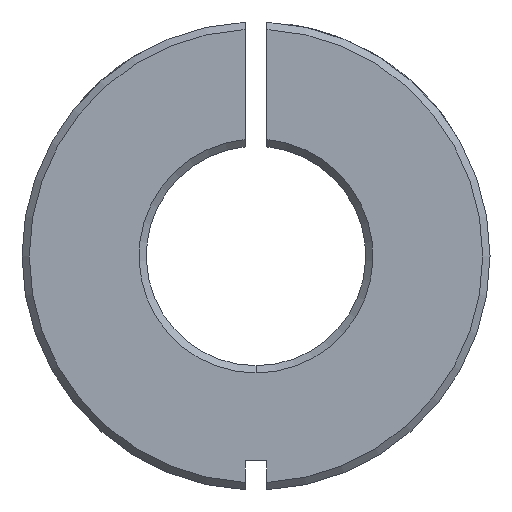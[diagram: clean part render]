
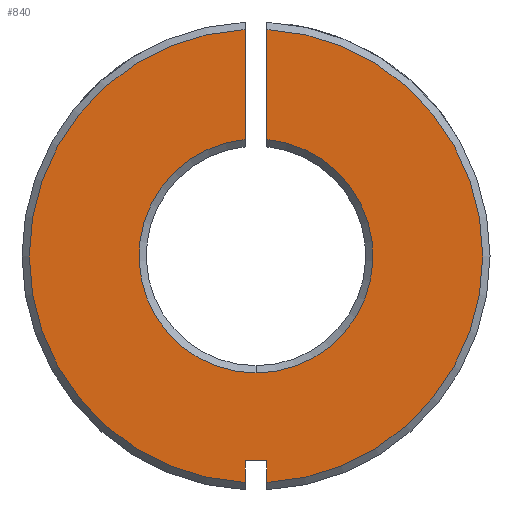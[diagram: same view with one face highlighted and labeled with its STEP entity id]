
A CAD part, front view. The second image highlights one B-rep face of the part: STEP entity #840.
In plain terms, the highlighted planar face has unit normal (0, -1, 0).
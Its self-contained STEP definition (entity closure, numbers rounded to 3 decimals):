
#12 = DIRECTION ( 'NONE',  ( 0., 0., -1. ) ) ;
#26 = CARTESIAN_POINT ( 'NONE',  ( 0., 0., 0. ) ) ;
#37 = VECTOR ( 'NONE', #172, 1000. ) ;
#39 = CARTESIAN_POINT ( 'NONE',  ( 0.75, 0., -15.482 ) ) ;
#41 = DIRECTION ( 'NONE',  ( 0., 0., -1. ) ) ;
#49 = DIRECTION ( 'NONE',  ( 0., 0., -1. ) ) ;
#55 = DIRECTION ( 'NONE',  ( 0., 0., -1. ) ) ;
#67 = CARTESIAN_POINT ( 'NONE',  ( -0.75, 0., 7.965 ) ) ;
#87 = ORIENTED_EDGE ( 'NONE', *, *, #1022, .T. ) ;
#92 = CARTESIAN_POINT ( 'NONE',  ( 0.75, 0., -14. ) ) ;
#101 = ORIENTED_EDGE ( 'NONE', *, *, #390, .T. ) ;
#105 = EDGE_CURVE ( 'NONE', #160, #795, #531, .T. ) ;
#120 = VERTEX_POINT ( 'NONE', #443 ) ;
#127 = CARTESIAN_POINT ( 'NONE',  ( -0.75, 0., 6. ) ) ;
#130 = EDGE_CURVE ( 'NONE', #160, #478, #265, .T. ) ;
#147 = LINE ( 'NONE', #162, #628 ) ;
#150 = EDGE_CURVE ( 'NONE', #929, #120, #944, .T. ) ;
#160 = VERTEX_POINT ( 'NONE', #241 ) ;
#162 = CARTESIAN_POINT ( 'NONE',  ( 0.75, 0., 6. ) ) ;
#168 = VECTOR ( 'NONE', #55, 1000. ) ;
#172 = DIRECTION ( 'NONE',  ( 1., 0., 0. ) ) ;
#196 = VECTOR ( 'NONE', #648, 1000. ) ;
#206 = DIRECTION ( 'NONE',  ( 0., -1., 0. ) ) ;
#241 = CARTESIAN_POINT ( 'NONE',  ( -0.75, 0., -14. ) ) ;
#246 = CIRCLE ( 'NONE', #398, 15.5 ) ;
#256 = CIRCLE ( 'NONE', #408, 15.5 ) ;
#260 = CARTESIAN_POINT ( 'NONE',  ( 0.75, 0., -14. ) ) ;
#265 = LINE ( 'NONE', #805, #464 ) ;
#285 = VERTEX_POINT ( 'NONE', #39 ) ;
#309 = DIRECTION ( 'NONE',  ( 0., -1., 0. ) ) ;
#324 = ORIENTED_EDGE ( 'NONE', *, *, #130, .F. ) ;
#361 = AXIS2_PLACEMENT_3D ( 'NONE', #1011, #495, #41 ) ;
#369 = AXIS2_PLACEMENT_3D ( 'NONE', #877, #584, #683 ) ;
#390 = EDGE_CURVE ( 'NONE', #285, #764, #256, .T. ) ;
#391 = CARTESIAN_POINT ( 'NONE',  ( 0., 0., 0. ) ) ;
#393 = VERTEX_POINT ( 'NONE', #67 ) ;
#398 = AXIS2_PLACEMENT_3D ( 'NONE', #26, #720, #634 ) ;
#408 = AXIS2_PLACEMENT_3D ( 'NONE', #391, #309, #49 ) ;
#414 = ORIENTED_EDGE ( 'NONE', *, *, #861, .T. ) ;
#419 = LINE ( 'NONE', #841, #168 ) ;
#440 = EDGE_CURVE ( 'NONE', #795, #285, #419, .T. ) ;
#443 = CARTESIAN_POINT ( 'NONE',  ( 0., 0., -8. ) ) ;
#464 = VECTOR ( 'NONE', #12, 1000. ) ;
#478 = VERTEX_POINT ( 'NONE', #502 ) ;
#495 = DIRECTION ( 'NONE',  ( 0., 1., 0. ) ) ;
#502 = CARTESIAN_POINT ( 'NONE',  ( -0.75, 0., -15.482 ) ) ;
#511 = DIRECTION ( 'NONE',  ( 0., 0., 1. ) ) ;
#519 = CARTESIAN_POINT ( 'NONE',  ( 0.75, 0., 15.482 ) ) ;
#526 = ORIENTED_EDGE ( 'NONE', *, *, #1142, .T. ) ;
#531 = LINE ( 'NONE', #260, #37 ) ;
#572 = ORIENTED_EDGE ( 'NONE', *, *, #150, .T. ) ;
#575 = EDGE_CURVE ( 'NONE', #929, #764, #147, .T. ) ;
#584 = DIRECTION ( 'NONE',  ( 0., 1., 0. ) ) ;
#598 = AXIS2_PLACEMENT_3D ( 'NONE', #785, #206, #907 ) ;
#628 = VECTOR ( 'NONE', #511, 1000. ) ;
#634 = DIRECTION ( 'NONE',  ( 0., 0., -1. ) ) ;
#645 = ORIENTED_EDGE ( 'NONE', *, *, #440, .T. ) ;
#648 = DIRECTION ( 'NONE',  ( 0., 0., 1. ) ) ;
#667 = ORIENTED_EDGE ( 'NONE', *, *, #575, .F. ) ;
#683 = DIRECTION ( 'NONE',  ( 0., 0., -1. ) ) ;
#703 = CARTESIAN_POINT ( 'NONE',  ( -0.75, 0., 15.482 ) ) ;
#714 = FACE_OUTER_BOUND ( 'NONE', #1113, .T. ) ;
#720 = DIRECTION ( 'NONE',  ( 0., -1., 0. ) ) ;
#722 = LINE ( 'NONE', #127, #196 ) ;
#751 = VERTEX_POINT ( 'NONE', #703 ) ;
#764 = VERTEX_POINT ( 'NONE', #519 ) ;
#785 = CARTESIAN_POINT ( 'NONE',  ( 7.5, 0., 0. ) ) ;
#795 = VERTEX_POINT ( 'NONE', #92 ) ;
#805 = CARTESIAN_POINT ( 'NONE',  ( -0.75, 0., -14. ) ) ;
#840 = ADVANCED_FACE ( 'NONE', ( #714 ), #1070, .T. ) ;
#841 = CARTESIAN_POINT ( 'NONE',  ( 0.75, 0., -14. ) ) ;
#861 = EDGE_CURVE ( 'NONE', #751, #478, #246, .T. ) ;
#867 = ORIENTED_EDGE ( 'NONE', *, *, #105, .T. ) ;
#877 = CARTESIAN_POINT ( 'NONE',  ( 0., 0., 0. ) ) ;
#907 = DIRECTION ( 'NONE',  ( 0., 0., -1. ) ) ;
#918 = CIRCLE ( 'NONE', #361, 8. ) ;
#929 = VERTEX_POINT ( 'NONE', #1019 ) ;
#944 = CIRCLE ( 'NONE', #369, 8. ) ;
#1011 = CARTESIAN_POINT ( 'NONE',  ( 0., 0., 0. ) ) ;
#1019 = CARTESIAN_POINT ( 'NONE',  ( 0.75, 0., 7.965 ) ) ;
#1022 = EDGE_CURVE ( 'NONE', #393, #751, #722, .T. ) ;
#1070 = PLANE ( 'NONE',  #598 ) ;
#1113 = EDGE_LOOP ( 'NONE', ( #87, #414, #324, #867, #645, #101, #667, #572, #526 ) ) ;
#1142 = EDGE_CURVE ( 'NONE', #120, #393, #918, .T. ) ;
